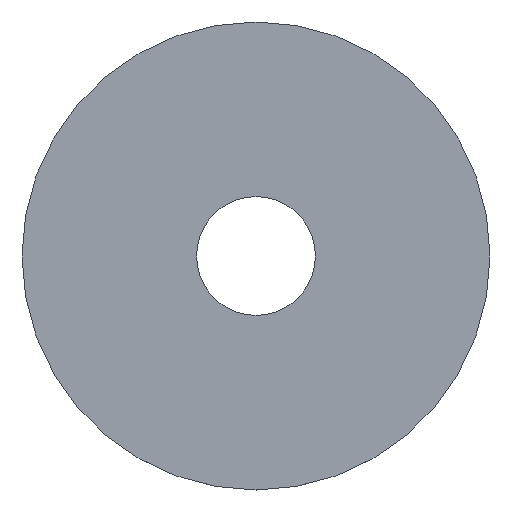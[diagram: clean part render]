
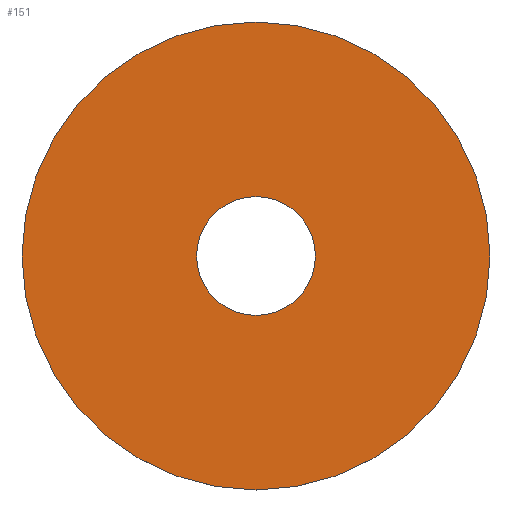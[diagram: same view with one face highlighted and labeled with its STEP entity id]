
A CAD part, top view. The second image highlights one B-rep face of the part: STEP entity #151.
In plain terms, the highlighted planar face has unit normal (0, 0, 1).
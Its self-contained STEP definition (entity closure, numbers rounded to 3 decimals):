
#2 = PLANE ( 'NONE',  #82 ) ;
#4 = FACE_OUTER_BOUND ( 'NONE', #167, .T. ) ;
#18 = VERTEX_POINT ( 'NONE', #135 ) ;
#19 = DIRECTION ( 'NONE',  ( 0., 0., -1. ) ) ;
#27 = ORIENTED_EDGE ( 'NONE', *, *, #68, .F. ) ;
#34 = AXIS2_PLACEMENT_3D ( 'NONE', #96, #146, #120 ) ;
#36 = CARTESIAN_POINT ( 'NONE',  ( 0., 8., 0.7 ) ) ;
#57 = CARTESIAN_POINT ( 'NONE',  ( 0., 8., 0.7 ) ) ;
#60 = CIRCLE ( 'NONE', #34, 31.5 ) ;
#68 = EDGE_CURVE ( 'NONE', #18, #18, #60, .T. ) ;
#72 = VERTEX_POINT ( 'NONE', #36 ) ;
#82 = AXIS2_PLACEMENT_3D ( 'NONE', #57, #95, #149 ) ;
#94 = ORIENTED_EDGE ( 'NONE', *, *, #143, .T. ) ;
#95 = DIRECTION ( 'NONE',  ( 0., 0., 1. ) ) ;
#96 = CARTESIAN_POINT ( 'NONE',  ( 0., 0., 0.7 ) ) ;
#113 = AXIS2_PLACEMENT_3D ( 'NONE', #124, #19, #114 ) ;
#114 = DIRECTION ( 'NONE',  ( 0., 1., 0. ) ) ;
#120 = DIRECTION ( 'NONE',  ( 0., 1., 0. ) ) ;
#124 = CARTESIAN_POINT ( 'NONE',  ( 0., 0., 0.7 ) ) ;
#135 = CARTESIAN_POINT ( 'NONE',  ( 0., 31.5, 0.7 ) ) ;
#143 = EDGE_CURVE ( 'NONE', #72, #72, #154, .T. ) ;
#146 = DIRECTION ( 'NONE',  ( 0., 0., -1. ) ) ;
#148 = EDGE_LOOP ( 'NONE', ( #94 ) ) ;
#149 = DIRECTION ( 'NONE',  ( 0., -1., 0. ) ) ;
#151 = ADVANCED_FACE ( 'NONE', ( #160, #4 ), #2, .T. ) ;
#154 = CIRCLE ( 'NONE', #113, 8. ) ;
#160 = FACE_BOUND ( 'NONE', #148, .T. ) ;
#167 = EDGE_LOOP ( 'NONE', ( #27 ) ) ;
